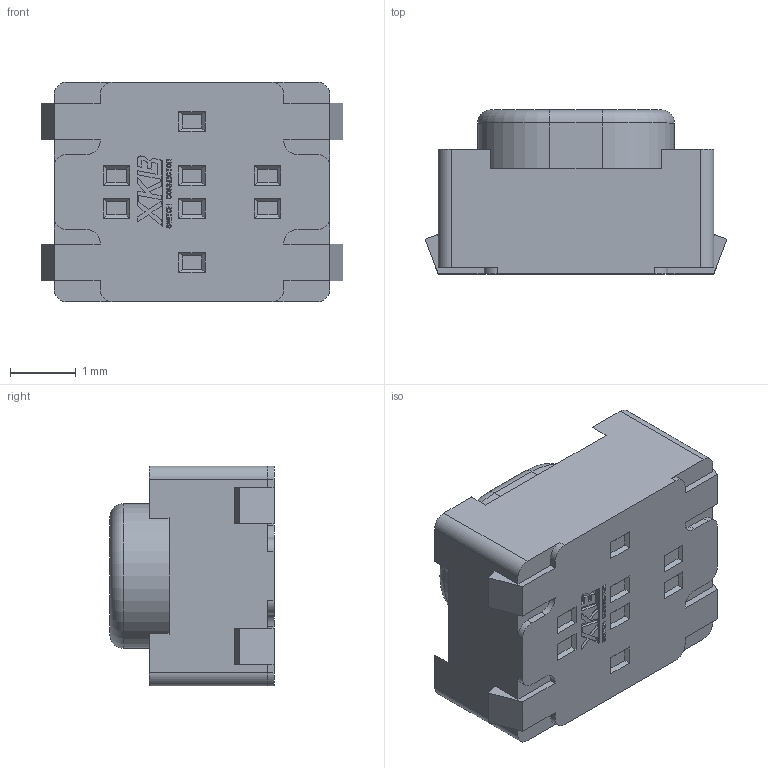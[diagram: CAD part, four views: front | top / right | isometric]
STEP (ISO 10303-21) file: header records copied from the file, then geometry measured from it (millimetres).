
FILE_DESCRIPTION((''),'2;1');
FILE_NAME('TS-1145-X-B','2020-03-12T',('Administrator'),(''),'PRO/ENGINEER BY PARAMETRIC TECHNOLOGY CORPORATION, 2010280','PRO/ENGINEER BY PARAMETRIC TECHNOLOGY CORPORATION, 2010280','');
FILE_SCHEMA(('CONFIG_CONTROL_DESIGN'));
Length unit declared in the file: millimetre
Products named in the file (1): TS-1145-X-B
Bounding box: 4.6 x 2.5 x 3.35 mm (x, y, z)
Volume: 27.7 mm3; surface area: 64.1 mm2
Topology: 1 solids, 1 shells, 553 faces, 1562 edges, 1040 vertices
Faces by surface type: plane 527, cylinder 24, torus 2
Entity records: 17592 total; most frequent: CARTESIAN_POINT 3155, ORIENTED_EDGE 3124, DIRECTION 2718, EDGE_CURVE 1562, VECTOR 1512, LINE 1512, VERTEX_POINT 1040, AXIS2_PLACEMENT_3D 603
